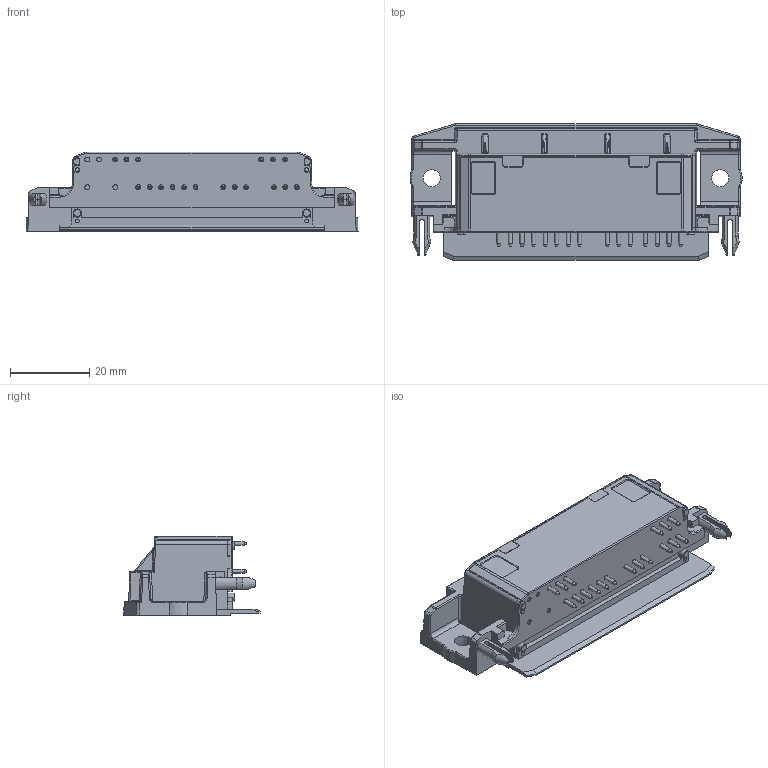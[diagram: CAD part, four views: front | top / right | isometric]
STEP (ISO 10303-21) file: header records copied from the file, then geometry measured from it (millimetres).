
FILE_DESCRIPTION(/* description */ ('Unknown'),/* implementation_level */ '2;1');
FILE_NAME(/* name */ 'Flow90-2CW-P710(180)-02-OL',/* time_stamp */ '2019-08-30T12:35:02+02:00',/* author */ ('Unknown'),/* organization */ ('Unknown'),/* preprocessor_version */ 'ST-DEVELOPER v16.7',/* originating_system */ 'DEX',/* authorisation */ $);
FILE_SCHEMA (('AUTOMOTIVE_DESIGN {1 0 10303 214 3 1 1}'));
Length unit declared in the file: millimetre
Products named in the file (1): Flow90-2CW-P710(180)-02-OL
Bounding box: 83.96 x 34.5 x 20.23 mm (x, y, z)
Volume: 31465.4 mm3; surface area: 10870.9 mm2
Topology: 1 solids, 1 shells, 652 faces, 1631 edges, 1020 vertices
Faces by surface type: plane 299, cylinder 219, cone 72, bspline 52, torus 6, sphere 4
Full cylindrical faces by diameter (mm): 1 x18, 1.2 x22
Entity records: 24131 total; most frequent: CARTESIAN_POINT 4648, DIRECTION 3094, ORIENTED_EDGE 2986, EDGE_CURVE 1493, AXIS2_PLACEMENT_3D 1129, VERTEX_POINT 976, LINE 836, VECTOR 836
